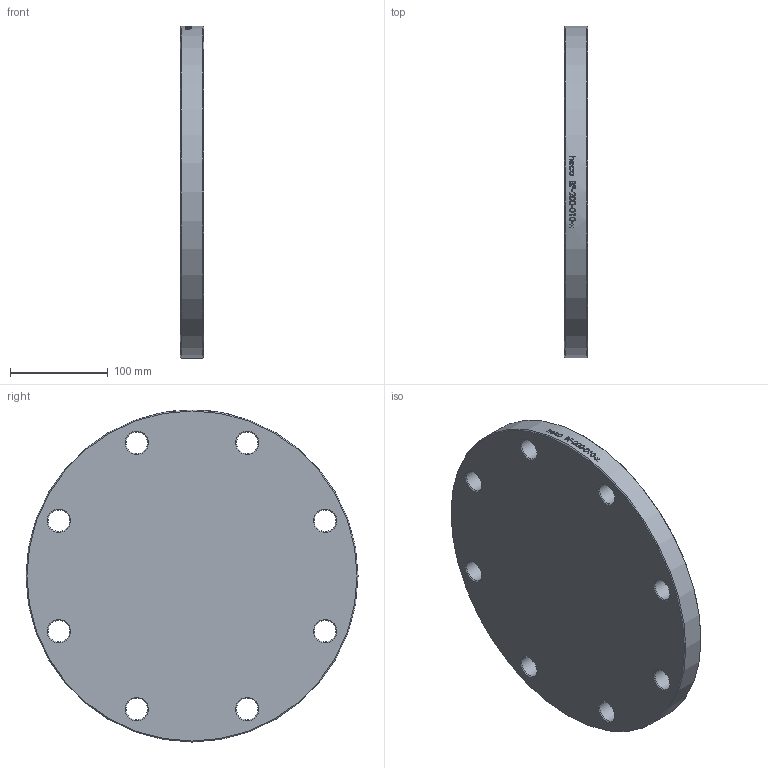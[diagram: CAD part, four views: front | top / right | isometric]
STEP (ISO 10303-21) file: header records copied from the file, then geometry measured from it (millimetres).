
FILE_DESCRIPTION (( 'STEP AP214' ), '1' );
FILE_NAME ('BF-200-010-x Blindflansch PN6 DIN2527 EN1092 2103.STEP', '2021-03-04T12:44:14', ( '' ), ( '' ), 'SwSTEP 2.0', 'SolidWorks 2019', '' );
FILE_SCHEMA (( 'AUTOMOTIVE_DESIGN' ));
Length unit declared in the file: millimetre
Products named in the file (1): BF-200-010-x Blindflansch PN6 DIN2527 EN1092 2103
Bounding box: 24 x 340 x 340 mm (x, y, z)
Volume: 2101589.3 mm3; surface area: 212477.7 mm2
Topology: 1 solids, 1 shells, 53 faces, 226 edges, 199 vertices
Faces by surface type: cylinder 33, cone 18, plane 2
Full cylindrical faces by diameter (mm): 22 x8, 340 x1
Entity records: 6021 total; most frequent: CARTESIAN_POINT 4101, ORIENTED_EDGE 380, DIRECTION 266, EDGE_CURVE 190, VERTEX_POINT 190, AXIS2_PLACEMENT_3D 122, EDGE_LOOP 120, B_SPLINE_CURVE_WITH_KNOTS 100
